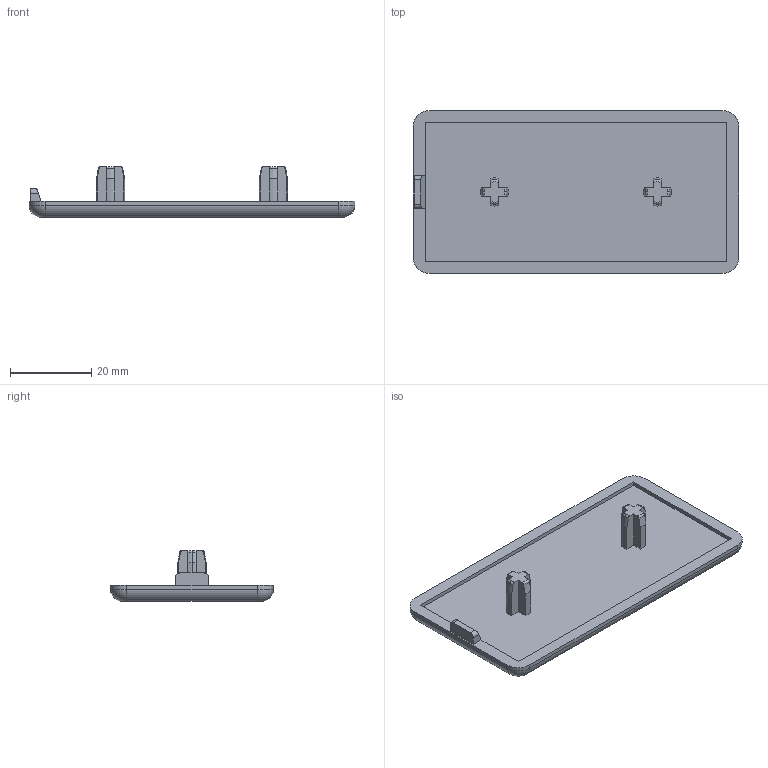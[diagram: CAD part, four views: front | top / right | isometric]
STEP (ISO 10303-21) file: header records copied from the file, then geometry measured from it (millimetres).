
FILE_DESCRIPTION(('STEP AP214'),'1');
FILE_NAME('fath_091009.stp','2017-05-01T06:13:21',('TraceParts'),('TraceParts S.A.'),'Spatial InterOp 3D',' ',' ');
FILE_SCHEMA(('automotive_design'));
Length unit declared in the file: millimetre
Products named in the file (1): fath_091009
Bounding box: 80 x 40 x 12.5 mm (x, y, z)
Volume: 10265.3 mm3; surface area: 7748.5 mm2
Topology: 1 solids, 1 shells, 84 faces, 219 edges, 140 vertices
Faces by surface type: plane 34, cylinder 22, torus 16, cone 12
Entity records: 3334 total; most frequent: CARTESIAN_POINT 578, ORIENTED_EDGE 438, DIRECTION 429, EDGE_CURVE 219, AXIS2_PLACEMENT_3D 159, VERTEX_POINT 140, LINE 111, VECTOR 111
